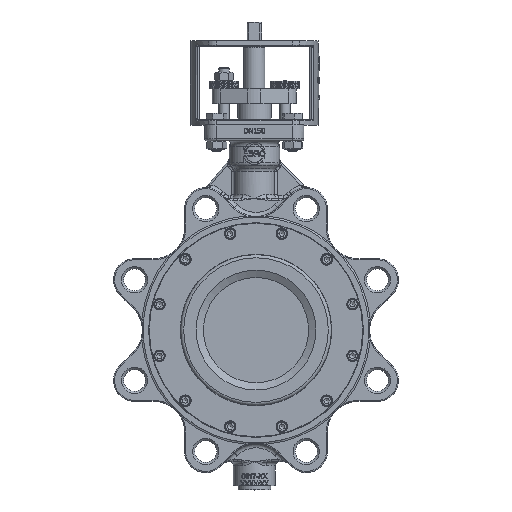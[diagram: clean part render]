
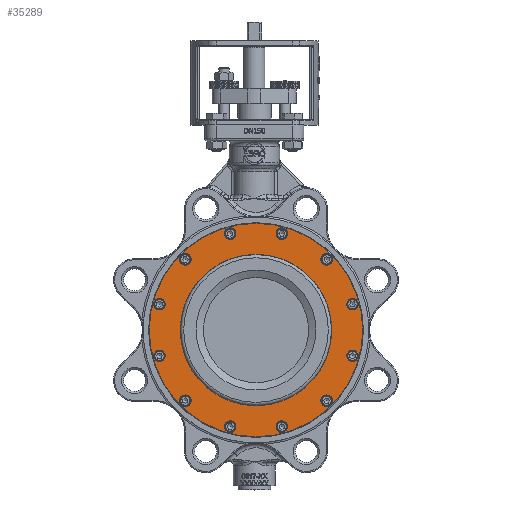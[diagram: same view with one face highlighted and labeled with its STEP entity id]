
A CAD part, top view. The second image highlights one B-rep face of the part: STEP entity #35289.
In plain terms, the highlighted planar face has unit normal (0, 0, 1).
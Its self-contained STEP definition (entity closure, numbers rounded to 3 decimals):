
#6235=PLANE('',#38400);
#7051=FACE_BOUND('',#11384,.T.);
#7052=FACE_BOUND('',#11385,.T.);
#7053=FACE_BOUND('',#11386,.T.);
#7054=FACE_BOUND('',#11387,.T.);
#7055=FACE_BOUND('',#11388,.T.);
#7056=FACE_BOUND('',#11389,.T.);
#7057=FACE_BOUND('',#11390,.T.);
#7058=FACE_BOUND('',#11391,.T.);
#7059=FACE_BOUND('',#11392,.T.);
#7060=FACE_BOUND('',#11393,.T.);
#7061=FACE_BOUND('',#11394,.T.);
#7062=FACE_BOUND('',#11395,.T.);
#7063=FACE_BOUND('',#11396,.T.);
#8831=FACE_OUTER_BOUND('',#11383,.T.);
#11383=EDGE_LOOP('',(#28436));
#11384=EDGE_LOOP('',(#28437));
#11385=EDGE_LOOP('',(#28438));
#11386=EDGE_LOOP('',(#28439));
#11387=EDGE_LOOP('',(#28440));
#11388=EDGE_LOOP('',(#28441));
#11389=EDGE_LOOP('',(#28442));
#11390=EDGE_LOOP('',(#28443));
#11391=EDGE_LOOP('',(#28444));
#11392=EDGE_LOOP('',(#28445));
#11393=EDGE_LOOP('',(#28446));
#11394=EDGE_LOOP('',(#28447));
#11395=EDGE_LOOP('',(#28448));
#11396=EDGE_LOOP('',(#28449));
#13393=CIRCLE('',#38394,7.2);
#13397=CIRCLE('',#38401,10.15);
#13398=CIRCLE('',#38402,0.55);
#13399=CIRCLE('',#38403,0.55);
#13400=CIRCLE('',#38404,0.55);
#13401=CIRCLE('',#38405,0.55);
#13402=CIRCLE('',#38406,0.55);
#13403=CIRCLE('',#38407,0.55);
#13404=CIRCLE('',#38408,0.55);
#13405=CIRCLE('',#38409,0.55);
#13406=CIRCLE('',#38410,0.55);
#13407=CIRCLE('',#38411,0.55);
#13408=CIRCLE('',#38412,0.55);
#13409=CIRCLE('',#38413,0.55);
#16065=VERTEX_POINT('',#66517);
#16069=VERTEX_POINT('',#66528);
#16070=VERTEX_POINT('',#66530);
#16071=VERTEX_POINT('',#66532);
#16072=VERTEX_POINT('',#66534);
#16073=VERTEX_POINT('',#66536);
#16074=VERTEX_POINT('',#66538);
#16075=VERTEX_POINT('',#66540);
#16076=VERTEX_POINT('',#66542);
#16077=VERTEX_POINT('',#66544);
#16078=VERTEX_POINT('',#66546);
#16079=VERTEX_POINT('',#66548);
#16080=VERTEX_POINT('',#66550);
#16081=VERTEX_POINT('',#66552);
#20364=EDGE_CURVE('',#16065,#16065,#13393,.T.);
#20368=EDGE_CURVE('',#16069,#16069,#13397,.T.);
#20369=EDGE_CURVE('',#16070,#16070,#13398,.T.);
#20370=EDGE_CURVE('',#16071,#16071,#13399,.T.);
#20371=EDGE_CURVE('',#16072,#16072,#13400,.T.);
#20372=EDGE_CURVE('',#16073,#16073,#13401,.T.);
#20373=EDGE_CURVE('',#16074,#16074,#13402,.T.);
#20374=EDGE_CURVE('',#16075,#16075,#13403,.T.);
#20375=EDGE_CURVE('',#16076,#16076,#13404,.T.);
#20376=EDGE_CURVE('',#16077,#16077,#13405,.T.);
#20377=EDGE_CURVE('',#16078,#16078,#13406,.T.);
#20378=EDGE_CURVE('',#16079,#16079,#13407,.T.);
#20379=EDGE_CURVE('',#16080,#16080,#13408,.T.);
#20380=EDGE_CURVE('',#16081,#16081,#13409,.T.);
#28436=ORIENTED_EDGE('',*,*,#20368,.F.);
#28437=ORIENTED_EDGE('',*,*,#20369,.T.);
#28438=ORIENTED_EDGE('',*,*,#20370,.T.);
#28439=ORIENTED_EDGE('',*,*,#20371,.T.);
#28440=ORIENTED_EDGE('',*,*,#20372,.T.);
#28441=ORIENTED_EDGE('',*,*,#20373,.T.);
#28442=ORIENTED_EDGE('',*,*,#20374,.T.);
#28443=ORIENTED_EDGE('',*,*,#20375,.T.);
#28444=ORIENTED_EDGE('',*,*,#20376,.T.);
#28445=ORIENTED_EDGE('',*,*,#20377,.T.);
#28446=ORIENTED_EDGE('',*,*,#20378,.T.);
#28447=ORIENTED_EDGE('',*,*,#20379,.T.);
#28448=ORIENTED_EDGE('',*,*,#20380,.T.);
#28449=ORIENTED_EDGE('',*,*,#20364,.T.);
#35289=ADVANCED_FACE('',(#8831,#7051,#7052,#7053,#7054,#7055,#7056,#7057,
#7058,#7059,#7060,#7061,#7062,#7063),#6235,.T.);
#38394=AXIS2_PLACEMENT_3D('',#66518,#45469,#45470);
#38400=AXIS2_PLACEMENT_3D('',#66527,#45481,#45482);
#38401=AXIS2_PLACEMENT_3D('',#66529,#45483,#45484);
#38402=AXIS2_PLACEMENT_3D('',#66531,#45485,#45486);
#38403=AXIS2_PLACEMENT_3D('',#66533,#45487,#45488);
#38404=AXIS2_PLACEMENT_3D('',#66535,#45489,#45490);
#38405=AXIS2_PLACEMENT_3D('',#66537,#45491,#45492);
#38406=AXIS2_PLACEMENT_3D('',#66539,#45493,#45494);
#38407=AXIS2_PLACEMENT_3D('',#66541,#45495,#45496);
#38408=AXIS2_PLACEMENT_3D('',#66543,#45497,#45498);
#38409=AXIS2_PLACEMENT_3D('',#66545,#45499,#45500);
#38410=AXIS2_PLACEMENT_3D('',#66547,#45501,#45502);
#38411=AXIS2_PLACEMENT_3D('',#66549,#45503,#45504);
#38412=AXIS2_PLACEMENT_3D('',#66551,#45505,#45506);
#38413=AXIS2_PLACEMENT_3D('',#66553,#45507,#45508);
#45469=DIRECTION('center_axis',(0.,0.,
-1.));
#45470=DIRECTION('ref_axis',(-0.5,-0.866,0.));
#45481=DIRECTION('center_axis',(0.,0.,
1.));
#45482=DIRECTION('ref_axis',(0.866,-0.5,0.));
#45483=DIRECTION('center_axis',(0.,0.,
-1.));
#45484=DIRECTION('ref_axis',(0.5,0.866,0.));
#45485=DIRECTION('center_axis',(0.,0.,
-1.));
#45486=DIRECTION('ref_axis',(-0.5,0.866,0.));
#45487=DIRECTION('center_axis',(0.,0.,
-1.));
#45488=DIRECTION('ref_axis',(-0.866,0.5,0.));
#45489=DIRECTION('center_axis',(0.,0.,
-1.));
#45490=DIRECTION('ref_axis',(-1.,0.,0.));
#45491=DIRECTION('center_axis',(0.,0.,
-1.));
#45492=DIRECTION('ref_axis',(-0.866,-0.5,0.));
#45493=DIRECTION('center_axis',(0.,0.,
-1.));
#45494=DIRECTION('ref_axis',(-0.5,-0.866,0.));
#45495=DIRECTION('center_axis',(0.,0.,
-1.));
#45496=DIRECTION('ref_axis',(0.,-1.,0.));
#45497=DIRECTION('center_axis',(0.,0.,
-1.));
#45498=DIRECTION('ref_axis',(0.5,-0.866,0.));
#45499=DIRECTION('center_axis',(0.,0.,
-1.));
#45500=DIRECTION('ref_axis',(0.866,-0.5,0.));
#45501=DIRECTION('center_axis',(0.,0.,
-1.));
#45502=DIRECTION('ref_axis',(1.,0.,0.));
#45503=DIRECTION('center_axis',(0.,0.,
-1.));
#45504=DIRECTION('ref_axis',(0.866,0.5,0.));
#45505=DIRECTION('center_axis',(0.,0.,
-1.));
#45506=DIRECTION('ref_axis',(0.,1.,0.));
#45507=DIRECTION('center_axis',(0.,0.,
-1.));
#45508=DIRECTION('ref_axis',(0.5,0.866,0.));
#66517=CARTESIAN_POINT('',(-3.6,-6.235,3.31));
#66518=CARTESIAN_POINT('Origin',(0.,0.,
3.31));
#66527=CARTESIAN_POINT('Origin',(-4.35,-7.534,3.31));
#66528=CARTESIAN_POINT('',(-5.075,-8.79,3.31));
#66529=CARTESIAN_POINT('Origin',(0.,0.,
3.31));
#66530=CARTESIAN_POINT('',(2.184,-8.7,3.31));
#66531=CARTESIAN_POINT('Origin',(2.459,-9.176,3.31));
#66532=CARTESIAN_POINT('',(6.241,-6.443,3.31));
#66533=CARTESIAN_POINT('Origin',(6.718,-6.718,3.31));
#66534=CARTESIAN_POINT('',(8.626,-2.459,3.31));
#66535=CARTESIAN_POINT('Origin',(9.176,-2.459,3.31));
#66536=CARTESIAN_POINT('',(8.7,2.184,3.31));
#66537=CARTESIAN_POINT('Origin',(9.176,2.459,3.31));
#66538=CARTESIAN_POINT('',(6.443,6.241,3.31));
#66539=CARTESIAN_POINT('Origin',(6.718,6.718,3.31));
#66540=CARTESIAN_POINT('',(2.459,8.626,3.31));
#66541=CARTESIAN_POINT('Origin',(2.459,9.176,3.31));
#66542=CARTESIAN_POINT('',(-2.184,8.7,3.31));
#66543=CARTESIAN_POINT('Origin',(-2.459,9.176,3.31));
#66544=CARTESIAN_POINT('',(-6.241,6.443,3.31));
#66545=CARTESIAN_POINT('Origin',(-6.718,6.718,3.31));
#66546=CARTESIAN_POINT('',(-8.626,2.459,3.31));
#66547=CARTESIAN_POINT('Origin',(-9.176,2.459,3.31));
#66548=CARTESIAN_POINT('',(-8.7,-2.184,3.31));
#66549=CARTESIAN_POINT('Origin',(-9.176,-2.459,3.31));
#66550=CARTESIAN_POINT('',(-2.459,-8.626,3.31));
#66551=CARTESIAN_POINT('Origin',(-2.459,-9.176,3.31));
#66552=CARTESIAN_POINT('',(-6.443,-6.241,3.31));
#66553=CARTESIAN_POINT('Origin',(-6.718,-6.718,3.31));
